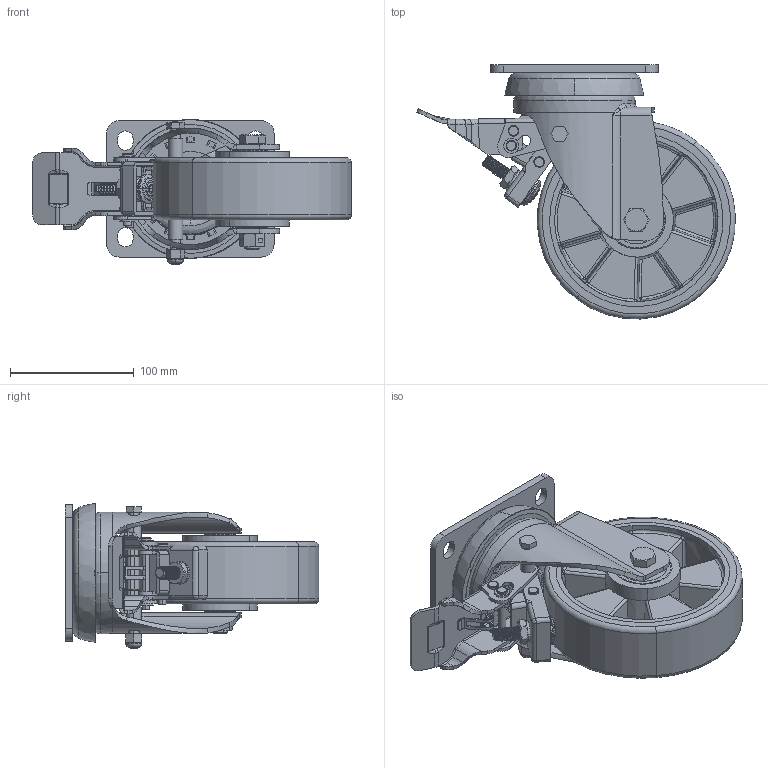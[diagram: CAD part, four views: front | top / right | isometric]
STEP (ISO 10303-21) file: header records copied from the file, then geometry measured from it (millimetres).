
FILE_DESCRIPTION (( 'STEP AP214' ), '1' );
FILE_NAME ('0047356_L-IHB-PUZA-160-K-3-DSV_(A-02).step', '2019-07-05T07:14:11', ( '' ), ( '' ), 'SwSTEP 2.0', 'SolidWorks 2018', '' );
FILE_SCHEMA (( 'AUTOMOTIVE_DESIGN' ));
Length unit declared in the file: millimetre
Products named in the file (1): 0047356_L-IHB-PUZA-160-K-3-DSV_(A-02)
Bounding box: 257.2 x 204.92 x 117 mm (x, y, z)
Surface area: 337005.6 mm2 (no closed solid volume)
Topology: 0 solids, 36 shells, 1231 faces, 3150 edges, 1992 vertices
Faces by surface type: cylinder 477, plane 369, bspline 129, torus 115, cone 101, sphere 40
Entity records: 64696 total; most frequent: CARTESIAN_POINT 22335, ORIENTED_EDGE 6097, DIRECTION 5719, EDGE_CURVE 3150, AXIS2_PLACEMENT_3D 2268, VERTEX_POINT 1992, EDGE_LOOP 1362, UNCERTAINTY_MEASURE_WITH_UNIT 1247
